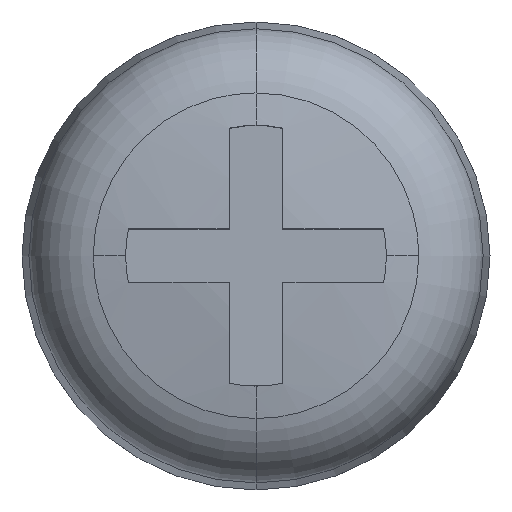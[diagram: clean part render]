
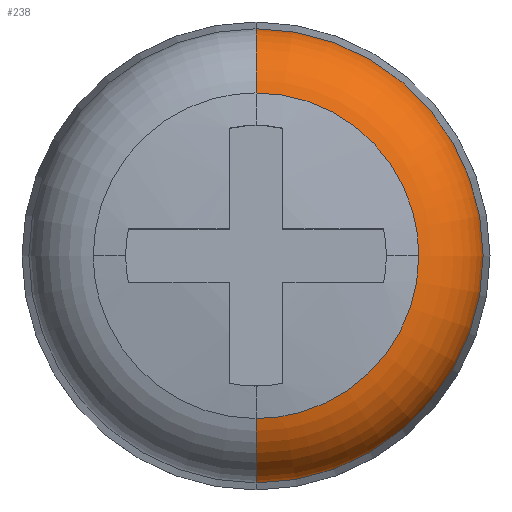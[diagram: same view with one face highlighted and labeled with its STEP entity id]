
A CAD part, top view. The second image highlights one B-rep face of the part: STEP entity #238.
In plain terms, the highlighted toroidal (fillet/blend) face has major radius 2.201 mm and minor radius 1.2 mm.
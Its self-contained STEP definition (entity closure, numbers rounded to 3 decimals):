
#210=AXIS2_PLACEMENT_3D('Torus Axis2P3D',#207,#208,#209) ;
#214=AXIS2_PLACEMENT_3D('Circle Axis2P3D',#212,#213,$) ;
#221=AXIS2_PLACEMENT_3D('Circle Axis2P3D',#219,#220,$) ;
#228=AXIS2_PLACEMENT_3D('Circle Axis2P3D',#226,#227,$) ;
#59=CARTESIAN_POINT('Vertex',(5.939,3.499,16.457)) ;
#63=CARTESIAN_POINT('Control Point',(3.504,5.934,16.457)) ;
#64=CARTESIAN_POINT('Control Point',(4.269,5.934,16.457)) ;
#65=CARTESIAN_POINT('Control Point',(5.035,5.635,16.457)) ;
#66=CARTESIAN_POINT('Control Point',(5.64,5.03,16.457)) ;
#67=CARTESIAN_POINT('Control Point',(5.939,4.264,16.457)) ;
#68=CARTESIAN_POINT('Control Point',(5.939,3.499,16.457)) ;
#69=CARTESIAN_POINT('Vertex',(3.504,5.934,16.457)) ;
#143=CARTESIAN_POINT('Vertex',(3.504,1.064,16.457)) ;
#147=CARTESIAN_POINT('Control Point',(5.939,3.499,16.457)) ;
#148=CARTESIAN_POINT('Control Point',(5.939,2.734,16.457)) ;
#149=CARTESIAN_POINT('Control Point',(5.64,1.968,16.457)) ;
#150=CARTESIAN_POINT('Control Point',(5.035,1.363,16.457)) ;
#151=CARTESIAN_POINT('Control Point',(4.269,1.064,16.457)) ;
#152=CARTESIAN_POINT('Control Point',(3.504,1.064,16.457)) ;
#207=CARTESIAN_POINT('Axis2P3D Location',(3.504,3.499,15.28)) ;
#212=CARTESIAN_POINT('Axis2P3D Location',(3.504,1.298,15.28)) ;
#216=CARTESIAN_POINT('Vertex',(3.504,0.102,15.385)) ;
#219=CARTESIAN_POINT('Axis2P3D Location',(3.504,3.499,15.385)) ;
#223=CARTESIAN_POINT('Vertex',(3.504,6.896,15.385)) ;
#226=CARTESIAN_POINT('Axis2P3D Location',(3.504,5.7,15.28)) ;
#208=DIRECTION('Axis2P3D Direction',(0.,0.,-1.)) ;
#209=DIRECTION('Axis2P3D XDirection',(0.,1.,0.)) ;
#213=DIRECTION('Axis2P3D Direction',(1.,0.,0.)) ;
#220=DIRECTION('Axis2P3D Direction',(0.,0.,-1.)) ;
#227=DIRECTION('Axis2P3D Direction',(-1.,0.,0.)) ;
#232=ORIENTED_EDGE('',*,*,#218,.T.) ;
#233=ORIENTED_EDGE('',*,*,#225,.F.) ;
#234=ORIENTED_EDGE('',*,*,#230,.T.) ;
#235=ORIENTED_EDGE('',*,*,#71,.T.) ;
#236=ORIENTED_EDGE('',*,*,#153,.T.) ;
#238=ADVANCED_FACE('V1',(#237),#211,.T.) ;
#62=B_SPLINE_CURVE_WITH_KNOTS('',5,(#63,#64,#65,#66,#67,#68),.UNSPECIFIED.,.F.,.U.,(6,6),(-9.817,9.817),.UNSPECIFIED.) ;
#146=B_SPLINE_CURVE_WITH_KNOTS('',5,(#147,#148,#149,#150,#151,#152),.UNSPECIFIED.,.F.,.U.,(6,6),(-9.817,9.817),.UNSPECIFIED.) ;
#215=CIRCLE('generated circle',#214,1.2) ;
#222=CIRCLE('generated circle',#221,3.397) ;
#229=CIRCLE('generated circle',#228,1.2) ;
#211=TOROIDAL_SURFACE('homeo Torus',#210,2.201,1.2) ;
#71=EDGE_CURVE('',#70,#60,#62,.T.) ;
#153=EDGE_CURVE('',#60,#144,#146,.T.) ;
#218=EDGE_CURVE('',#144,#217,#215,.T.) ;
#225=EDGE_CURVE('',#224,#217,#222,.T.) ;
#230=EDGE_CURVE('',#224,#70,#229,.F.) ;
#231=EDGE_LOOP('',(#232,#233,#234,#235,#236)) ;
#237=FACE_OUTER_BOUND('',#231,.T.) ;
#60=VERTEX_POINT('',#59) ;
#70=VERTEX_POINT('',#69) ;
#144=VERTEX_POINT('',#143) ;
#217=VERTEX_POINT('',#216) ;
#224=VERTEX_POINT('',#223) ;
